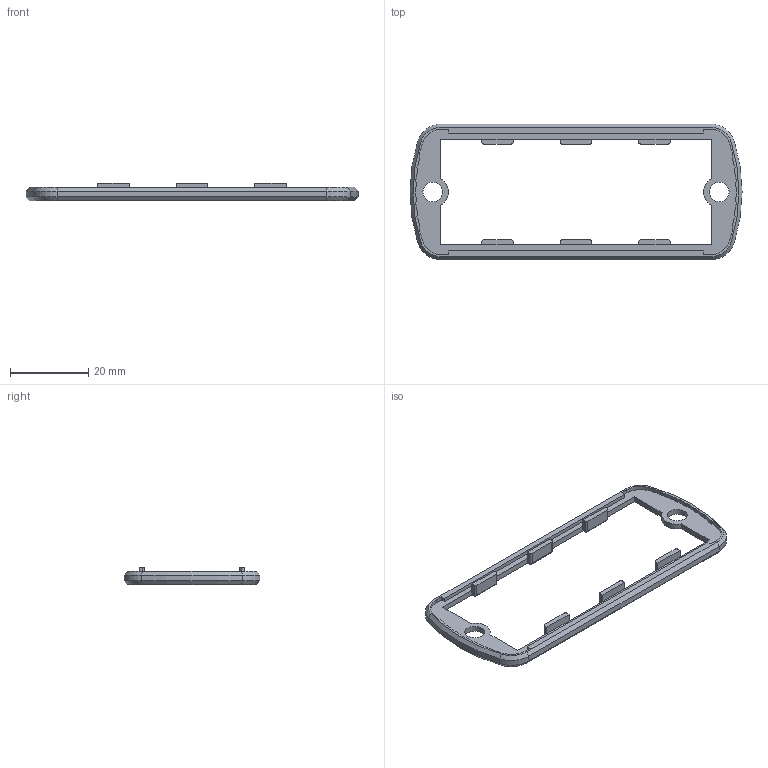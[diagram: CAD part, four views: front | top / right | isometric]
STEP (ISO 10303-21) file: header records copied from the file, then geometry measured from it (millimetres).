
FILE_DESCRIPTION((''),'2;1');
FILE_NAME('84200815_DI 800-EMV.stp','2009-07-07T14:52:15',('kotzmaier'),(''),'Autodesk Inventor 2009','Autodesk Inventor 2009','');
FILE_SCHEMA(('AUTOMOTIVE_DESIGN { 1 0 10303 214 1 1 1 1 }'));
Length unit declared in the file: millimetre
Products named in the file (3): 84200815; 1004112_3DSYM; PART1
Assembly tree (2 placements, depth 3):
  84200815
    1004112_3DSYM
      PART1
Bounding box: 84.6 x 34.6 x 4.5 mm (x, y, z)
Volume: 2161.9 mm3; surface area: 3561.2 mm2
Topology: 1 solids, 1 shells, 130 faces, 338 edges, 212 vertices
Faces by surface type: plane 64, cylinder 54, cone 12
Full cylindrical faces by diameter (mm): 5 x2
Entity records: 4030 total; most frequent: DIRECTION 714, CARTESIAN_POINT 683, ORIENTED_EDGE 672, EDGE_CURVE 336, AXIS2_PLACEMENT_3D 243, VECTOR 228, LINE 228, VERTEX_POINT 212
